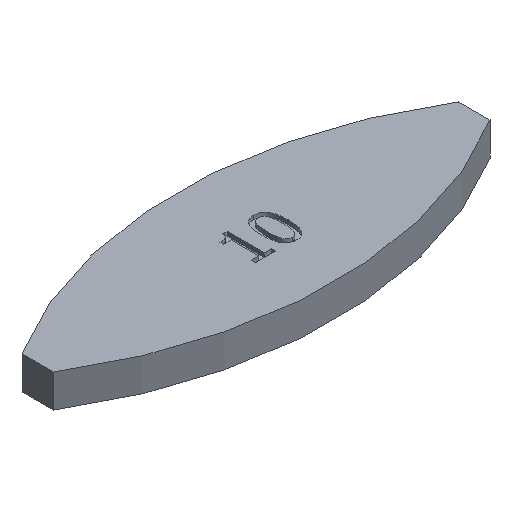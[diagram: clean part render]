
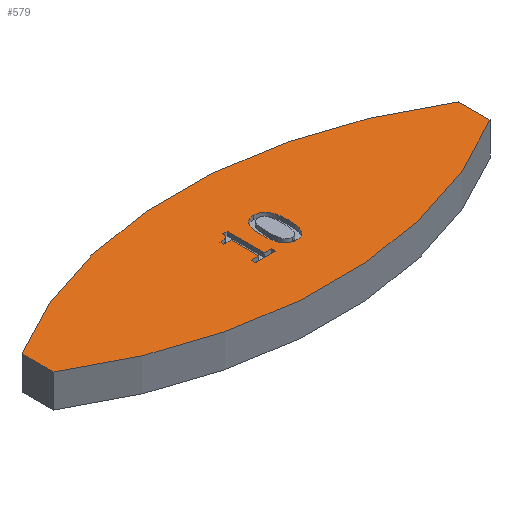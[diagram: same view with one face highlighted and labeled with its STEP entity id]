
A CAD part, isometric view. The second image highlights one B-rep face of the part: STEP entity #579.
In plain terms, the highlighted planar face has unit normal (0, 0, 1).
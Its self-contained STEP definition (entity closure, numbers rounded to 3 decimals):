
#18=CIRCLE('',#618,50.);
#19=CIRCLE('',#621,50.);
#21=FACE_BOUND('',#101,.T.);
#22=FACE_BOUND('',#102,.T.);
#67=FACE_OUTER_BOUND('',#100,.T.);
#100=EDGE_LOOP('',(#509,#510,#511,#512));
#101=EDGE_LOOP('',(#513,#514,#515,#516,#517,#518,#519,#520,#521,#522,#523));
#102=EDGE_LOOP('',(#524,#525,#526,#527));
#104=B_SPLINE_CURVE_WITH_KNOTS('',2,(#802,#803,#804,#805),.UNSPECIFIED.,
 .F.,.F.,(3,1,3),(0.,1.,2.),.UNSPECIFIED.);
#105=B_SPLINE_CURVE_WITH_KNOTS('',2,(#816,#817,#818,#819),.UNSPECIFIED.,
 .F.,.F.,(3,1,3),(0.,1.,2.),.UNSPECIFIED.);
#107=B_SPLINE_CURVE_WITH_KNOTS('',2,(#840,#841,#842,#843),.UNSPECIFIED.,
 .F.,.F.,(3,1,3),(0.,1.,2.),.UNSPECIFIED.);
#117=B_SPLINE_CURVE_WITH_KNOTS('',2,(#953,#954,#955,#956),.UNSPECIFIED.,
 .F.,.F.,(3,1,3),(0.,1.,2.),.UNSPECIFIED.);
#119=B_SPLINE_CURVE_WITH_KNOTS('',2,(#974,#975,#976,#977),.UNSPECIFIED.,
 .F.,.F.,(3,1,3),(0.,1.,2.),.UNSPECIFIED.);
#139=LINE('',#755,#190);
#142=LINE('',#760,#193);
#144=LINE('',#764,#195);
#146=LINE('',#768,#197);
#148=LINE('',#772,#199);
#150=LINE('',#776,#201);
#152=LINE('',#780,#203);
#154=LINE('',#784,#205);
#156=LINE('',#788,#207);
#158=LINE('',#792,#209);
#175=LINE('',#1088,#226);
#178=LINE('',#1096,#229);
#190=VECTOR('',#639,10.);
#193=VECTOR('',#644,10.);
#195=VECTOR('',#648,10.);
#197=VECTOR('',#652,10.);
#199=VECTOR('',#656,10.);
#201=VECTOR('',#660,10.);
#203=VECTOR('',#664,10.);
#205=VECTOR('',#668,10.);
#207=VECTOR('',#672,10.);
#209=VECTOR('',#676,10.);
#226=VECTOR('',#705,10.);
#229=VECTOR('',#714,10.);
#242=VERTEX_POINT('',#753);
#243=VERTEX_POINT('',#754);
#244=VERTEX_POINT('',#759);
#245=VERTEX_POINT('',#763);
#246=VERTEX_POINT('',#767);
#247=VERTEX_POINT('',#771);
#248=VERTEX_POINT('',#775);
#249=VERTEX_POINT('',#779);
#250=VERTEX_POINT('',#783);
#251=VERTEX_POINT('',#787);
#252=VERTEX_POINT('',#791);
#253=VERTEX_POINT('',#814);
#254=VERTEX_POINT('',#815);
#257=VERTEX_POINT('',#839);
#269=VERTEX_POINT('',#952);
#281=VERTEX_POINT('',#1085);
#282=VERTEX_POINT('',#1087);
#283=VERTEX_POINT('',#1091);
#284=VERTEX_POINT('',#1095);
#296=EDGE_CURVE('',#242,#243,#139,.T.);
#299=EDGE_CURVE('',#243,#244,#142,.T.);
#301=EDGE_CURVE('',#244,#245,#144,.T.);
#303=EDGE_CURVE('',#245,#246,#146,.T.);
#305=EDGE_CURVE('',#246,#247,#148,.T.);
#307=EDGE_CURVE('',#247,#248,#150,.T.);
#309=EDGE_CURVE('',#248,#249,#152,.T.);
#311=EDGE_CURVE('',#249,#250,#154,.T.);
#313=EDGE_CURVE('',#250,#251,#156,.T.);
#315=EDGE_CURVE('',#251,#252,#158,.T.);
#317=EDGE_CURVE('',#252,#242,#104,.T.);
#318=EDGE_CURVE('',#253,#254,#105,.T.);
#322=EDGE_CURVE('',#257,#253,#107,.T.);
#338=EDGE_CURVE('',#269,#257,#117,.T.);
#341=EDGE_CURVE('',#254,#269,#119,.T.);
#359=EDGE_CURVE('',#282,#281,#175,.T.);
#361=EDGE_CURVE('',#283,#282,#18,.T.);
#363=EDGE_CURVE('',#284,#283,#178,.T.);
#365=EDGE_CURVE('',#281,#284,#19,.T.);
#509=ORIENTED_EDGE('',*,*,#365,.T.);
#510=ORIENTED_EDGE('',*,*,#363,.T.);
#511=ORIENTED_EDGE('',*,*,#361,.T.);
#512=ORIENTED_EDGE('',*,*,#359,.T.);
#513=ORIENTED_EDGE('',*,*,#296,.T.);
#514=ORIENTED_EDGE('',*,*,#299,.T.);
#515=ORIENTED_EDGE('',*,*,#301,.T.);
#516=ORIENTED_EDGE('',*,*,#303,.T.);
#517=ORIENTED_EDGE('',*,*,#305,.T.);
#518=ORIENTED_EDGE('',*,*,#307,.T.);
#519=ORIENTED_EDGE('',*,*,#309,.T.);
#520=ORIENTED_EDGE('',*,*,#311,.T.);
#521=ORIENTED_EDGE('',*,*,#313,.T.);
#522=ORIENTED_EDGE('',*,*,#315,.T.);
#523=ORIENTED_EDGE('',*,*,#317,.T.);
#524=ORIENTED_EDGE('',*,*,#318,.T.);
#525=ORIENTED_EDGE('',*,*,#341,.T.);
#526=ORIENTED_EDGE('',*,*,#338,.T.);
#527=ORIENTED_EDGE('',*,*,#322,.T.);
#544=PLANE('',#622);
#579=ADVANCED_FACE('',(#67,#21,#22),#544,.T.);
#618=AXIS2_PLACEMENT_3D('',#1092,#709,#710);
#621=AXIS2_PLACEMENT_3D('',#1099,#718,#719);
#622=AXIS2_PLACEMENT_3D('',#1100,#720,#721);
#639=DIRECTION('',(1.,0.,0.));
#644=DIRECTION('',(0.,-1.,0.));
#648=DIRECTION('',(1.,0.,0.));
#652=DIRECTION('',(0.,-1.,0.));
#656=DIRECTION('',(-1.,0.,0.));
#660=DIRECTION('',(0.,1.,0.));
#664=DIRECTION('',(1.,0.,0.));
#668=DIRECTION('',(0.,1.,0.));
#672=DIRECTION('',(-1.,0.,0.));
#676=DIRECTION('',(0.,1.,0.));
#705=DIRECTION('',(0.,-1.,0.));
#709=DIRECTION('center_axis',(0.,0.,1.));
#710=DIRECTION('ref_axis',(0.53,0.848,0.));
#714=DIRECTION('',(0.,1.,0.));
#718=DIRECTION('center_axis',(0.,0.,1.));
#719=DIRECTION('ref_axis',(-0.53,-0.848,0.));
#720=DIRECTION('center_axis',(0.,0.,1.));
#721=DIRECTION('ref_axis',(1.,0.,0.));
#753=CARTESIAN_POINT('',(-1.69,2.345,2.));
#754=CARTESIAN_POINT('',(-1.171,2.345,2.));
#755=CARTESIAN_POINT('',(-0.845,2.345,2.));
#759=CARTESIAN_POINT('',(-1.171,-2.161,2.));
#760=CARTESIAN_POINT('',(-1.171,1.172,2.));
#763=CARTESIAN_POINT('',(-0.284,-2.161,2.));
#764=CARTESIAN_POINT('',(-0.585,-2.161,2.));
#767=CARTESIAN_POINT('',(-0.284,-2.672,2.));
#768=CARTESIAN_POINT('',(-0.284,-1.081,2.));
#771=CARTESIAN_POINT('',(-2.723,-2.672,2.));
#772=CARTESIAN_POINT('',(-0.142,-2.672,2.));
#775=CARTESIAN_POINT('',(-2.723,-2.161,2.));
#776=CARTESIAN_POINT('',(-2.723,-1.336,2.));
#779=CARTESIAN_POINT('',(-1.815,-2.161,2.));
#780=CARTESIAN_POINT('',(-1.361,-2.161,2.));
#783=CARTESIAN_POINT('',(-1.815,1.19,2.));
#784=CARTESIAN_POINT('',(-1.815,-1.081,2.));
#787=CARTESIAN_POINT('',(-2.723,1.19,2.));
#788=CARTESIAN_POINT('',(-0.908,1.19,2.));
#791=CARTESIAN_POINT('',(-2.723,1.648,2.));
#792=CARTESIAN_POINT('',(-2.723,0.595,2.));
#802=CARTESIAN_POINT('Ctrl Pts',(-2.723,1.648,2.));
#803=CARTESIAN_POINT('Ctrl Pts',(-2.208,1.648,2.));
#804=CARTESIAN_POINT('Ctrl Pts',(-1.722,1.939,2.));
#805=CARTESIAN_POINT('Ctrl Pts',(-1.69,2.345,2.));
#814=CARTESIAN_POINT('',(2.152,2.43,2.));
#815=CARTESIAN_POINT('',(3.748,-0.172,2.));
#816=CARTESIAN_POINT('Ctrl Pts',(2.152,2.43,2.));
#817=CARTESIAN_POINT('Ctrl Pts',(2.974,2.43,2.));
#818=CARTESIAN_POINT('Ctrl Pts',(3.748,1.133,2.));
#819=CARTESIAN_POINT('Ctrl Pts',(3.748,-0.172,2.));
#839=CARTESIAN_POINT('',(0.551,-0.176,2.));
#840=CARTESIAN_POINT('Ctrl Pts',(0.551,-0.176,2.));
#841=CARTESIAN_POINT('Ctrl Pts',(0.551,1.178,2.));
#842=CARTESIAN_POINT('Ctrl Pts',(1.333,2.43,2.));
#843=CARTESIAN_POINT('Ctrl Pts',(2.152,2.43,2.));
#952=CARTESIAN_POINT('',(2.152,-2.777,2.));
#953=CARTESIAN_POINT('Ctrl Pts',(2.152,-2.777,2.));
#954=CARTESIAN_POINT('Ctrl Pts',(1.325,-2.777,2.));
#955=CARTESIAN_POINT('Ctrl Pts',(0.551,-1.492,2.));
#956=CARTESIAN_POINT('Ctrl Pts',(0.551,-0.176,2.));
#974=CARTESIAN_POINT('Ctrl Pts',(3.748,-0.172,2.));
#975=CARTESIAN_POINT('Ctrl Pts',(3.748,-1.517,2.));
#976=CARTESIAN_POINT('Ctrl Pts',(2.966,-2.777,2.));
#977=CARTESIAN_POINT('Ctrl Pts',(2.152,-2.777,2.));
#1085=CARTESIAN_POINT('',(-26.5,-1.9,2.));
#1087=CARTESIAN_POINT('',(-26.5,1.9,2.));
#1088=CARTESIAN_POINT('',(-26.5,1.9,2.));
#1091=CARTESIAN_POINT('',(26.5,1.9,2.));
#1092=CARTESIAN_POINT('Origin',(0.,-40.5,2.));
#1095=CARTESIAN_POINT('',(26.5,-1.9,2.));
#1096=CARTESIAN_POINT('',(26.5,-1.9,2.));
#1099=CARTESIAN_POINT('Origin',(0.,40.5,2.));
#1100=CARTESIAN_POINT('Origin',(0.,0.,2.));
